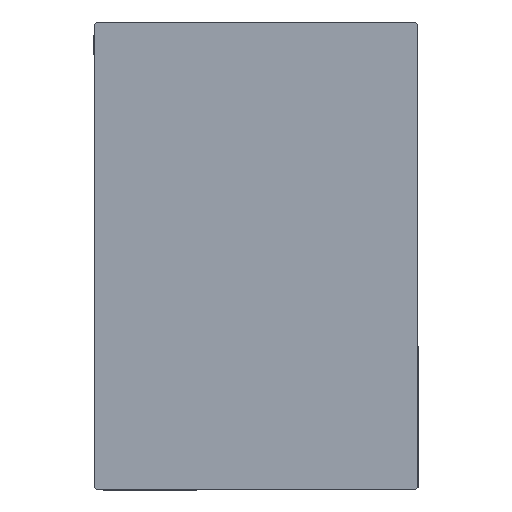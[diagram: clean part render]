
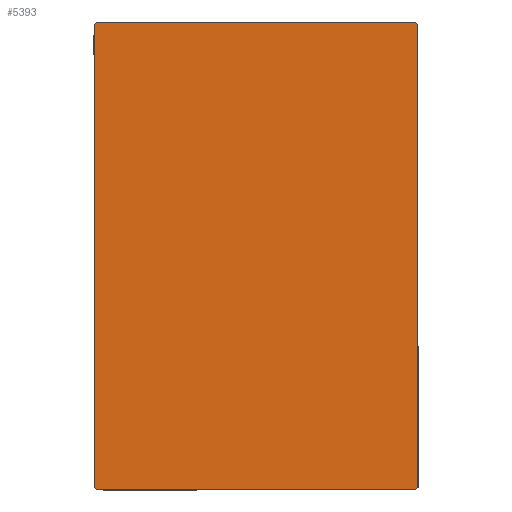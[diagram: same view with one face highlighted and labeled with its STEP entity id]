
A CAD part, left-side view. The second image highlights one B-rep face of the part: STEP entity #5393.
In plain terms, the highlighted face is planar.
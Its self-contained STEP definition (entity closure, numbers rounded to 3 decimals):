
#360 = VECTOR ( 'NONE', #4901, 1000. ) ;
#1102 = VECTOR ( 'NONE', #26812, 1000. ) ;
#1426 = AXIS2_PLACEMENT_3D ( 'NONE', #16694, #36234, #23137 ) ;
#1734 = ORIENTED_EDGE ( 'NONE', *, *, #5873, .T. ) ;
#2582 = CARTESIAN_POINT ( 'NONE',  ( 70., 27.35, 27.35 ) ) ;
#2762 = DIRECTION ( 'NONE',  ( 0., -0.707, -0.707 ) ) ;
#3074 = LINE ( 'NONE', #16148, #33869 ) ;
#3407 = PLANE ( 'NONE',  #1426 ) ;
#4216 = EDGE_CURVE ( 'NONE', #24573, #16215, #22107, .T. ) ;
#4399 = ORIENTED_EDGE ( 'NONE', *, *, #4216, .T. ) ;
#4901 = DIRECTION ( 'NONE',  ( 0., 0., -1. ) ) ;
#4912 = VERTEX_POINT ( 'NONE', #19428 ) ;
#5281 = CARTESIAN_POINT ( 'NONE',  ( 70., 22.2, -32.5 ) ) ;
#5393 = ADVANCED_FACE ( 'NONE', ( #19710 ), #3407, .T. ) ;
#5797 = DIRECTION ( 'NONE',  ( 0., -1., 0. ) ) ;
#5873 = EDGE_CURVE ( 'NONE', #10671, #27144, #12317, .T. ) ;
#6406 = VERTEX_POINT ( 'NONE', #38026 ) ;
#6626 = LINE ( 'NONE', #35807, #13083 ) ;
#8907 = LINE ( 'NONE', #12539, #42175 ) ;
#9665 = LINE ( 'NONE', #39899, #1102 ) ;
#10671 = VERTEX_POINT ( 'NONE', #16904 ) ;
#10918 = LINE ( 'NONE', #40522, #360 ) ;
#11618 = VECTOR ( 'NONE', #21122, 1000. ) ;
#12016 = EDGE_CURVE ( 'NONE', #6406, #24573, #3074, .T. ) ;
#12317 = LINE ( 'NONE', #40849, #11618 ) ;
#12539 = CARTESIAN_POINT ( 'NONE',  ( 70., -27.35, -27.35 ) ) ;
#12594 = CARTESIAN_POINT ( 'NONE',  ( 70., 22.5, 32.2 ) ) ;
#13083 = VECTOR ( 'NONE', #2762, 1000. ) ;
#13802 = CARTESIAN_POINT ( 'NONE',  ( 70., 22.2, 32.5 ) ) ;
#15284 = ORIENTED_EDGE ( 'NONE', *, *, #12016, .T. ) ;
#15322 = EDGE_CURVE ( 'NONE', #4912, #20917, #10918, .T. ) ;
#15716 = DIRECTION ( 'NONE',  ( 0., 0., 1. ) ) ;
#16148 = CARTESIAN_POINT ( 'NONE',  ( 70., 22.5, -32.5 ) ) ;
#16215 = VERTEX_POINT ( 'NONE', #13802 ) ;
#16582 = EDGE_LOOP ( 'NONE', ( #1734, #25314, #15284, #4399, #18337, #33774, #26603, #26135 ) ) ;
#16694 = CARTESIAN_POINT ( 'NONE',  ( 70., 0., 0. ) ) ;
#16904 = CARTESIAN_POINT ( 'NONE',  ( 70., -22.2, -32.5 ) ) ;
#18337 = ORIENTED_EDGE ( 'NONE', *, *, #32512, .T. ) ;
#19088 = LINE ( 'NONE', #22517, #41018 ) ;
#19185 = CARTESIAN_POINT ( 'NONE',  ( 70., -22.5, -32.2 ) ) ;
#19428 = CARTESIAN_POINT ( 'NONE',  ( 70., -22.5, 32.2 ) ) ;
#19710 = FACE_OUTER_BOUND ( 'NONE', #16582, .T. ) ;
#20339 = EDGE_CURVE ( 'NONE', #20917, #10671, #8907, .T. ) ;
#20917 = VERTEX_POINT ( 'NONE', #19185 ) ;
#21122 = DIRECTION ( 'NONE',  ( 0., 1., 0. ) ) ;
#22107 = LINE ( 'NONE', #2582, #40449 ) ;
#22151 = EDGE_CURVE ( 'NONE', #27144, #6406, #9665, .T. ) ;
#22517 = CARTESIAN_POINT ( 'NONE',  ( 70., 22.5, 32.5 ) ) ;
#23137 = DIRECTION ( 'NONE',  ( 0., 0., -1. ) ) ;
#24573 = VERTEX_POINT ( 'NONE', #12594 ) ;
#25314 = ORIENTED_EDGE ( 'NONE', *, *, #22151, .T. ) ;
#26135 = ORIENTED_EDGE ( 'NONE', *, *, #20339, .T. ) ;
#26603 = ORIENTED_EDGE ( 'NONE', *, *, #15322, .T. ) ;
#26812 = DIRECTION ( 'NONE',  ( 0., 0.707, 0.707 ) ) ;
#27144 = VERTEX_POINT ( 'NONE', #5281 ) ;
#28106 = VERTEX_POINT ( 'NONE', #41819 ) ;
#28331 = DIRECTION ( 'NONE',  ( 0., -0.707, 0.707 ) ) ;
#32497 = DIRECTION ( 'NONE',  ( 0., 0.707, -0.707 ) ) ;
#32512 = EDGE_CURVE ( 'NONE', #16215, #28106, #19088, .T. ) ;
#33774 = ORIENTED_EDGE ( 'NONE', *, *, #42099, .T. ) ;
#33869 = VECTOR ( 'NONE', #15716, 1000. ) ;
#35807 = CARTESIAN_POINT ( 'NONE',  ( 70., -27.35, 27.35 ) ) ;
#36234 = DIRECTION ( 'NONE',  ( 1., 0., 0. ) ) ;
#38026 = CARTESIAN_POINT ( 'NONE',  ( 70., 22.5, -32.2 ) ) ;
#39899 = CARTESIAN_POINT ( 'NONE',  ( 70., 27.35, -27.35 ) ) ;
#40449 = VECTOR ( 'NONE', #28331, 1000. ) ;
#40522 = CARTESIAN_POINT ( 'NONE',  ( 70., -22.5, 32.5 ) ) ;
#40849 = CARTESIAN_POINT ( 'NONE',  ( 70., -22.5, -32.5 ) ) ;
#41018 = VECTOR ( 'NONE', #5797, 1000. ) ;
#41819 = CARTESIAN_POINT ( 'NONE',  ( 70., -22.2, 32.5 ) ) ;
#42099 = EDGE_CURVE ( 'NONE', #28106, #4912, #6626, .T. ) ;
#42175 = VECTOR ( 'NONE', #32497, 1000. ) ;
